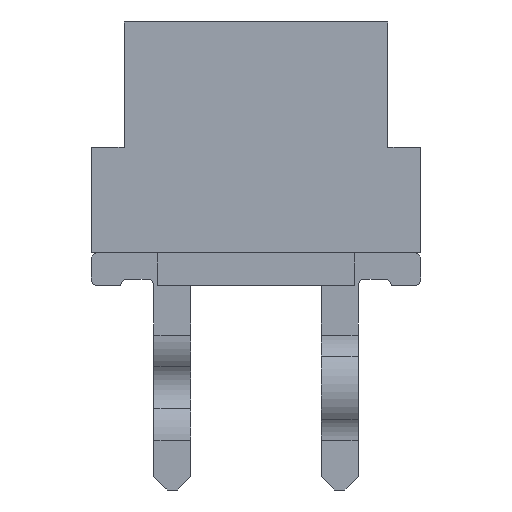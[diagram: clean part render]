
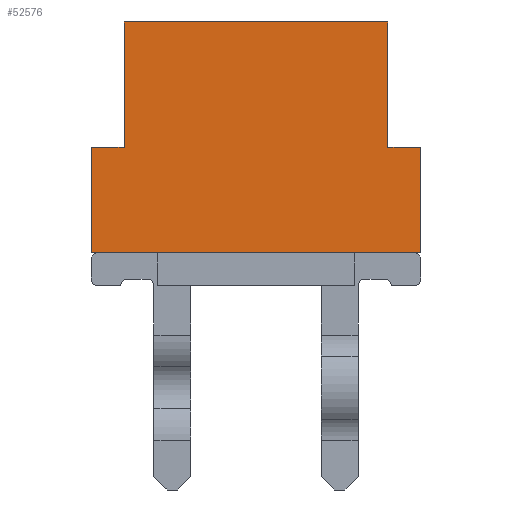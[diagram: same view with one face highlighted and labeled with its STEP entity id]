
A CAD part, front view. The second image highlights one B-rep face of the part: STEP entity #52576.
In plain terms, the highlighted face is planar.
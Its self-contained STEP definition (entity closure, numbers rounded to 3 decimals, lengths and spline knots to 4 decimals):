
#5590=ORIENTED_EDGE('',*,*,#14574,.T.);
#5591=ORIENTED_EDGE('',*,*,#15526,.F.);
#5592=ORIENTED_EDGE('',*,*,#16149,.F.);
#5593=ORIENTED_EDGE('',*,*,#15468,.F.);
#5594=ORIENTED_EDGE('',*,*,#15478,.F.);
#5595=ORIENTED_EDGE('',*,*,#15474,.T.);
#5596=ORIENTED_EDGE('',*,*,#16145,.F.);
#5597=ORIENTED_EDGE('',*,*,#15513,.T.);
#14574=EDGE_CURVE('',#20157,#20156,#23700,.T.);
#15468=EDGE_CURVE('',#20875,#20876,#24578,.T.);
#15474=EDGE_CURVE('',#20878,#20881,#24584,.T.);
#15478=EDGE_CURVE('',#20878,#20875,#24588,.T.);
#15513=EDGE_CURVE('',#20905,#20157,#24623,.T.);
#15526=EDGE_CURVE('',#20909,#20156,#24636,.T.);
#16145=EDGE_CURVE('',#20905,#20881,#25255,.T.);
#16149=EDGE_CURVE('',#20876,#20909,#25259,.T.);
#20156=VERTEX_POINT('',#70800);
#20157=VERTEX_POINT('',#70802);
#20875=VERTEX_POINT('',#72684);
#20876=VERTEX_POINT('',#72686);
#20878=VERTEX_POINT('',#72691);
#20881=VERTEX_POINT('',#72697);
#20905=VERTEX_POINT('',#72769);
#20909=VERTEX_POINT('',#72789);
#23700=LINE('',#70801,#28402);
#24578=LINE('',#72685,#29280);
#24584=LINE('',#72698,#29286);
#24588=LINE('',#72703,#29290);
#24623=LINE('',#72768,#29325);
#24636=LINE('',#72790,#29338);
#25255=LINE('',#73825,#29957);
#25259=LINE('',#73833,#29961);
#28402=VECTOR('',#59204,1000.);
#29280=VECTOR('',#60656,1000.);
#29286=VECTOR('',#60664,1000.);
#29290=VECTOR('',#60670,1000.);
#29325=VECTOR('',#60719,1000.);
#29338=VECTOR('',#60740,1000.);
#29957=VECTOR('',#61689,1000.);
#29961=VECTOR('',#61699,1000.);
#32787=EDGE_LOOP('',(#5590,#5591,#5592,#5593,#5594,#5595,#5596,#5597));
#34873=FACE_BOUND('',#32787,.T.);
#36950=PLANE('',#54900);
#52576=ADVANCED_FACE('',(#34873),#36950,.F.);
#54900=AXIS2_PLACEMENT_3D('',#73832,#61697,#61698);
#59204=DIRECTION('',(0.,1.,0.));
#60656=DIRECTION('',(0.,0.,-1.));
#60664=DIRECTION('',(0.,0.,-1.));
#60670=DIRECTION('',(0.,1.,0.));
#60719=DIRECTION('',(0.,0.,-1.));
#60740=DIRECTION('',(0.,0.,-1.));
#61689=DIRECTION('',(0.,1.,0.));
#61697=DIRECTION('',(-1.,0.,0.));
#61698=DIRECTION('',(0.,0.,1.));
#61699=DIRECTION('',(0.,1.,0.));
#70800=CARTESIAN_POINT('',(17.54,2.5,0.));
#70801=CARTESIAN_POINT('',(17.54,-2.5,0.));
#70802=CARTESIAN_POINT('',(17.54,-2.5,0.));
#72684=CARTESIAN_POINT('',(17.54,2.,3.5));
#72685=CARTESIAN_POINT('',(17.54,2.,3.5));
#72686=CARTESIAN_POINT('',(17.54,2.,1.6));
#72691=CARTESIAN_POINT('',(17.54,-2.,3.5));
#72697=CARTESIAN_POINT('',(17.54,-2.,1.6));
#72698=CARTESIAN_POINT('',(17.54,-2.,3.5));
#72703=CARTESIAN_POINT('',(17.54,-2.,3.5));
#72768=CARTESIAN_POINT('',(17.54,-2.5,1.6));
#72769=CARTESIAN_POINT('',(17.54,-2.5,1.6));
#72789=CARTESIAN_POINT('',(17.54,2.5,1.6));
#72790=CARTESIAN_POINT('',(17.54,2.5,1.6));
#73825=CARTESIAN_POINT('',(17.54,-2.5,1.6));
#73832=CARTESIAN_POINT('',(17.54,-2.5,1.6));
#73833=CARTESIAN_POINT('',(17.54,-2.5,1.6));
